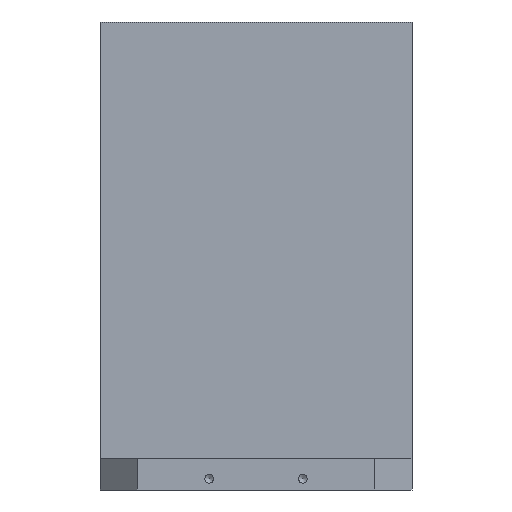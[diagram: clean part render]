
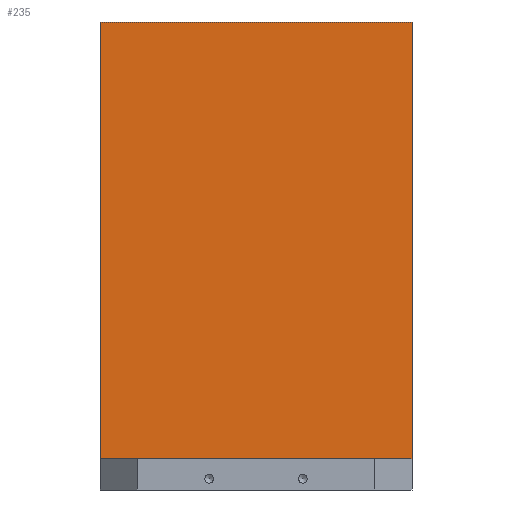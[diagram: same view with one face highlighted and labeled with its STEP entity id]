
A CAD part, front view. The second image highlights one B-rep face of the part: STEP entity #235.
In plain terms, the highlighted planar face has unit normal (0, -1, 0).
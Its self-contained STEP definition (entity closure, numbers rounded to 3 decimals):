
#235 = ADVANCED_FACE( '', ( #662 ), #663, .F. );
#662 = FACE_OUTER_BOUND( '', #1142, .T. );
#663 = PLANE( '', #1143 );
#1142 = EDGE_LOOP( '', ( #2471, #2472, #2473, #2474 ) );
#1143 = AXIS2_PLACEMENT_3D( '', #2475, #2476, #2477 );
#2471 = ORIENTED_EDGE( '', *, *, #3244, .F. );
#2472 = ORIENTED_EDGE( '', *, *, #3155, .F. );
#2473 = ORIENTED_EDGE( '', *, *, #3253, .T. );
#2474 = ORIENTED_EDGE( '', *, *, #3266, .F. );
#2475 = CARTESIAN_POINT( '', ( -250., -100., 750. ) );
#2476 = DIRECTION( '', ( 0., 1., 0. ) );
#2477 = DIRECTION( '', ( -1., 0., 0. ) );
#3155 = EDGE_CURVE( '', #3863, #3865, #3866, .T. );
#3244 = EDGE_CURVE( '', #3865, #4000, #4001, .T. );
#3253 = EDGE_CURVE( '', #3863, #4009, #4011, .T. );
#3266 = EDGE_CURVE( '', #4000, #4009, #4032, .T. );
#3863 = VERTEX_POINT( '', #5300 );
#3865 = VERTEX_POINT( '', #5303 );
#3866 = LINE( '', #5304, #5305 );
#4000 = VERTEX_POINT( '', #5473 );
#4001 = LINE( '', #5474, #5475 );
#4009 = VERTEX_POINT( '', #5490 );
#4011 = LINE( '', #5493, #5494 );
#4032 = LINE( '', #5519, #5520 );
#5300 = CARTESIAN_POINT( '', ( -250., -100., 750. ) );
#5303 = CARTESIAN_POINT( '', ( 250., -100., 750. ) );
#5304 = CARTESIAN_POINT( '', ( -250., -100., 750. ) );
#5305 = VECTOR( '', #6193, 1000. );
#5473 = CARTESIAN_POINT( '', ( 250., -100., 50. ) );
#5474 = CARTESIAN_POINT( '', ( 250., -100., 750. ) );
#5475 = VECTOR( '', #6366, 1000. );
#5490 = CARTESIAN_POINT( '', ( -250., -100., 50. ) );
#5493 = CARTESIAN_POINT( '', ( -250., -100., 750. ) );
#5494 = VECTOR( '', #6375, 1000. );
#5519 = CARTESIAN_POINT( '', ( -250., -100., 50. ) );
#5520 = VECTOR( '', #6404, 1000. );
#6193 = DIRECTION( '', ( 1., 0., 0. ) );
#6366 = DIRECTION( '', ( 0., 0., -1. ) );
#6375 = DIRECTION( '', ( 0., 0., -1. ) );
#6404 = DIRECTION( '', ( -1., 0., 0. ) );
